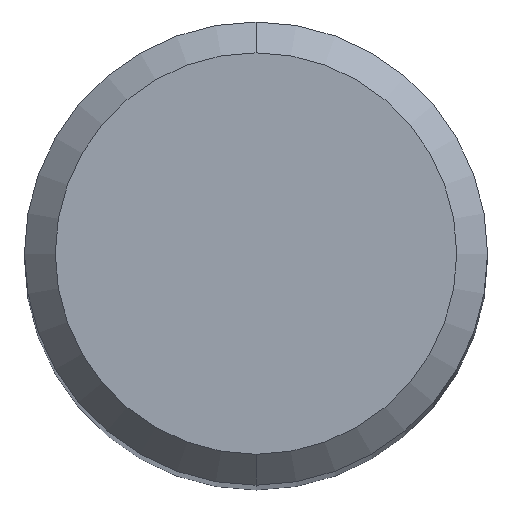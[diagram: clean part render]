
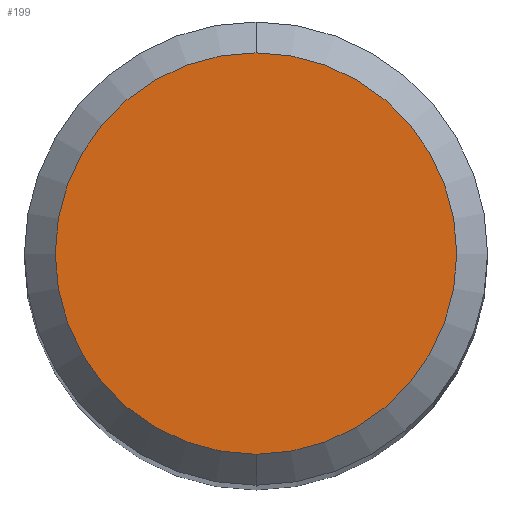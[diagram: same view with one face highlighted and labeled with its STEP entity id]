
A CAD part, top view. The second image highlights one B-rep face of the part: STEP entity #199.
In plain terms, the highlighted planar face has unit normal (0, 0, 1).
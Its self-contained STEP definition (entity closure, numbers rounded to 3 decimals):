
#133=VERTEX_POINT('',#288);
#139=EDGE_CURVE('',#225,#133,#296,.T.);
#199=ADVANCED_FACE('',(#361),#362,.T.);
#217=EDGE_CURVE('',#133,#225,#383,.T.);
#225=VERTEX_POINT('',#391);
#288=CARTESIAN_POINT('',(0.,-2.6,0.0));
#296=CIRCLE('',#465,2.6);
#361=FACE_OUTER_BOUND('',#556,.T.);
#362=PLANE('',#557);
#383=CIRCLE('',#581,2.6);
#391=CARTESIAN_POINT('',(0.0,2.6,0.0));
#465=AXIS2_PLACEMENT_3D('',#658,#659,#660);
#556=EDGE_LOOP('',(#735,#736));
#557=AXIS2_PLACEMENT_3D('',#737,#738,#739);
#581=AXIS2_PLACEMENT_3D('',#769,#770,#771);
#658=CARTESIAN_POINT('',(0.0,0.0,0.0));
#659=DIRECTION('',(0.0,0.0,-1.0));
#660=DIRECTION('',(0.0,1.0,0.0));
#735=ORIENTED_EDGE('',*,*,#139,.F.);
#736=ORIENTED_EDGE('',*,*,#217,.F.);
#737=CARTESIAN_POINT('',(0.0,1.3,0.0));
#738=DIRECTION('',(-0.0,0.0,1.0));
#739=DIRECTION('',(0.0,-1.0,0.0));
#769=CARTESIAN_POINT('',(0.0,0.0,0.0));
#770=DIRECTION('',(0.0,0.0,-1.0));
#771=DIRECTION('',(0.0,1.0,0.0));
